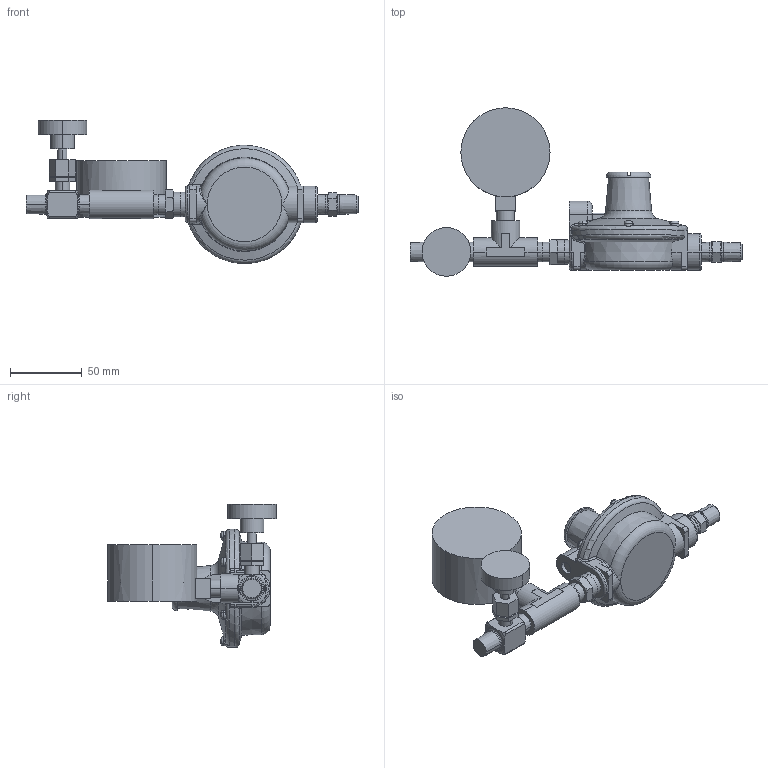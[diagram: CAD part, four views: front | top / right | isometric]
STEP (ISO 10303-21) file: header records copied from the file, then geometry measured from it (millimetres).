
FILE_DESCRIPTION((''),'2;1');
FILE_NAME('MREG-4568-XX_ASM','2024-11-26T11:53:32',('DLachman'),('MATHESON TRI-GAS'),'CREO PARAMETRIC BY PTC INC, 2022281','CREO PARAMETRIC BY PTC INC, 2022281','');
FILE_SCHEMA(('CONFIG_CONTROL_DESIGN'));
Length unit declared in the file: inch
Products named in the file (7): REG-4568; MBUS-0060-BO; MNIP-0111-BO; SSP14FFF; MVLV-REG4568; MGAG-REG4568; MREG-4568-XX_ASM
Assembly tree (6 placements, depth 2):
  MREG-4568-XX_ASM
    REG-4568
    MBUS-0060-BO
    MNIP-0111-BO
    SSP14FFF
    MVLV-REG4568
    MGAG-REG4568
Bounding box: 231.62 x 117.59 x 99.79 mm (x, y, z)
Volume: 338320.1 mm3; surface area: 60231.2 mm2
Topology: 6 solids, 6 shells, 336 faces, 807 edges, 503 vertices
Faces by surface type: plane 114, cylinder 87, cone 63, bspline 38, torus 34
Entity records: 12196 total; most frequent: CARTESIAN_POINT 4463, ORIENTED_EDGE 1614, DIRECTION 1566, EDGE_CURVE 807, AXIS2_PLACEMENT_3D 654, VERTEX_POINT 503, EDGE_LOOP 366, CIRCLE 343
